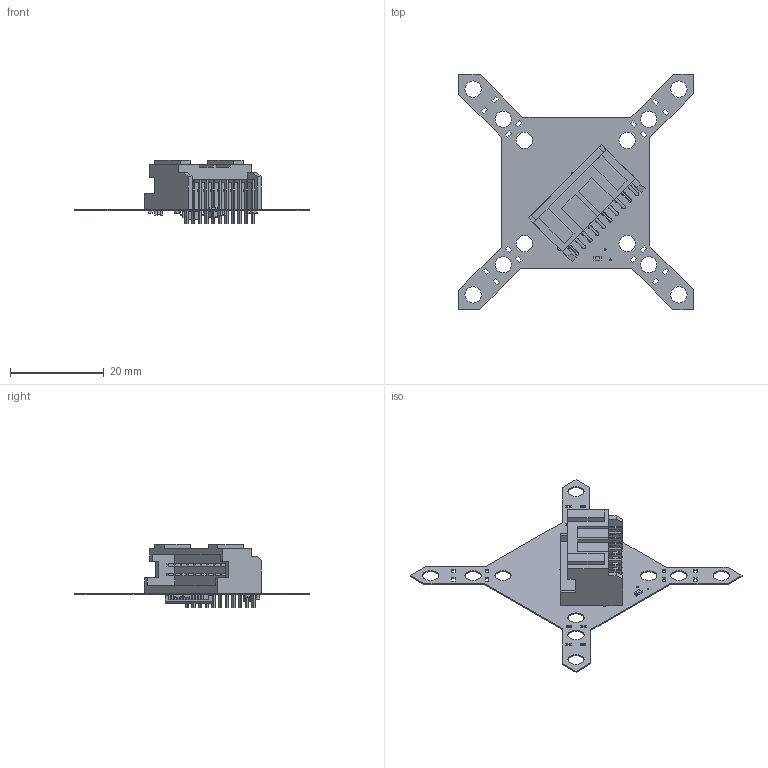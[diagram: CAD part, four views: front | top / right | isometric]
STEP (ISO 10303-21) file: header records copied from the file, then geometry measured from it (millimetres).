
FILE_DESCRIPTION(/* description */ ('PCB Design'),/* implementation_level */ '2;1');
FILE_NAME(/* name */ 'motor_encoder_brd',/* time_stamp */ '2020-03-19T19:41:42+01:00',/* author */ (''),/* organization */ (''),/* preprocessor_version */ 'ST-DEVELOPER v16',/* originating_system */ 'allegro_17.4P001',/* authorisation */ '');
FILE_SCHEMA (('AUTOMOTIVE_DESIGN { 1 0 10303 214 3 1 1 }'));
Length unit declared in the file: millimetre
Products named in the file (28): MOTOR_ENCODER_BRD; BOARD_OUTLINE; COMPONENTS; CAP0805; SMC0603; CAP0402; SSOP28-LD; JST_PADSS_90DEG_10X2; RES0603; ASSEMBLY; Fillet1; Fillet2; body2; product; Assy_Fuss_SSOP28___ _________; Fuss_SSOP28___ _________; User Library-SSOP28_LTC1923; Part_SSOP28_LTC1923___ _________; S20B-PADSS-1; term1; term2; body
Assembly tree (144 placements, depth 6):
  MOTOR_ENCODER_BRD
    BOARD_OUTLINE
    COMPONENTS
      CAP0805
        ASSEMBLY
          Fillet1
          Fillet2
          body2
      SMC0603  x2
        product
      CAP0402  x3
        ASSEMBLY
          Fillet1
          Fillet2
          body2
      SSOP28-LD
        User Library-SSOP28_LTC1923
          Part_SSOP28_LTC1923___ _________
          Assy_Fuss_SSOP28___ _________
            Fuss_SSOP28___ _________  x56
          Assy_Fuss_SSOP28___ _________
            Fuss_SSOP28___ _________  x56
      JST_PADSS_90DEG_10X2
        S20B-PADSS-1
      RES0603  x4
        ASSEMBLY
          term1
          term2
          body
Bounding box: 50 x 50 x 13.5 mm (x, y, z)
Volume: 1198 mm3; surface area: 4984.5 mm2
Topology: 138 solids, 199 shells, 2355 faces, 6184 edges, 4114 vertices
Faces by surface type: plane 1703, cylinder 620, sphere 32
Entity records: 27402 total; most frequent: CARTESIAN_POINT 3895, DIRECTION 3317, ORIENTED_EDGE 3206, VECTOR 1816, LINE 1816, EDGE_CURVE 1728, VERTEX_POINT 1388, AXIS2_PLACEMENT_3D 1071
